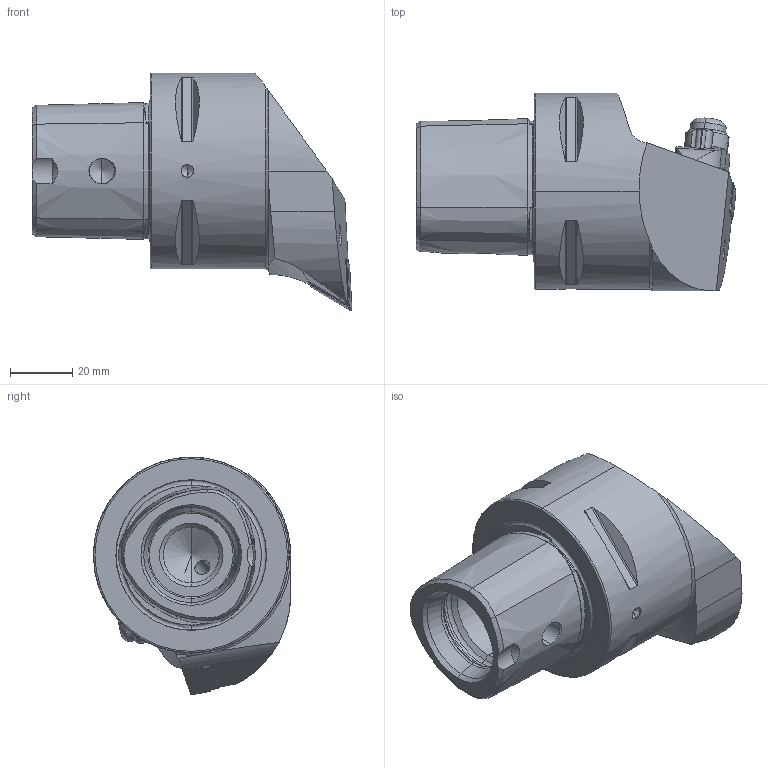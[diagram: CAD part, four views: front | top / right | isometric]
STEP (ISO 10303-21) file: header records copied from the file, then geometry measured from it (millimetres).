
FILE_DESCRIPTION (( 'STEP AP203' ), '1' );
FILE_NAME ('PS6-KDF.RUA.065.STEP', '2013-06-24T09:17:58', ( 'baer' ), ( 'Hewlett-Packard Company' ), 'SwSTEP 2.0', 'SolidWorks 2012', '' );
FILE_SCHEMA (( 'CONFIG_CONTROL_DESIGN' ));
Length unit declared in the file: millimetre
Products named in the file (10): PS6-KDF.RUA.065; ISO 13337 - 3 x 12_PreviewCfg; KVT_MB_600_060; WCC-ER5.102.012_B; WCC-ER4.103.032_A; WCC-ER3.102.024_C; DNMG150604; WCC-ER2.001.010_A; WDF-ER2.101.003_A; PS6-KDF.RUA.065_A
Assembly tree (9 placements, depth 2):
  PS6-KDF.RUA.065
    PS6-KDF.RUA.065_A
    WDF-ER2.101.003_A
    WCC-ER2.001.010_A
    DNMG150604
    WCC-ER3.102.024_C
    WCC-ER4.103.032_A
    WCC-ER5.102.012_B
    KVT_MB_600_060
    ISO 13337 - 3 x 12_PreviewCfg
Bounding box: 103 x 63.5 x 76.5 mm (x, y, z)
Volume: 176699.7 mm3; surface area: 33641.2 mm2
Topology: 10 solids, 10 shells, 424 faces, 1022 edges, 613 vertices
Faces by surface type: cylinder 131, cone 126, plane 98, torus 55, bspline 12, sphere 2
Entity records: 14692 total; most frequent: CARTESIAN_POINT 4025, DIRECTION 2050, ORIENTED_EDGE 2002, EDGE_CURVE 1001, AXIS2_PLACEMENT_3D 832, VERTEX_POINT 610, EDGE_LOOP 457, FACE_OUTER_BOUND 424
